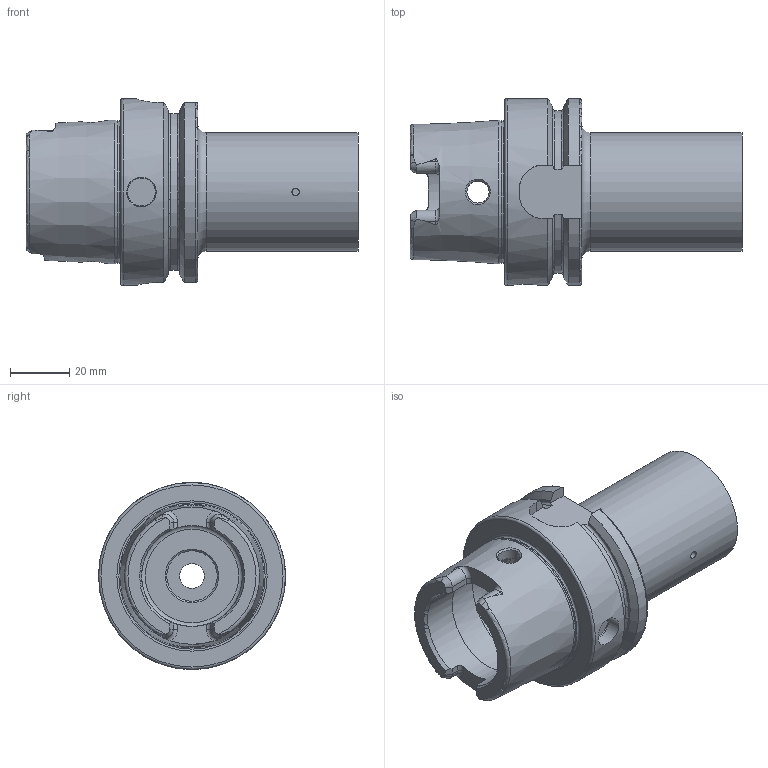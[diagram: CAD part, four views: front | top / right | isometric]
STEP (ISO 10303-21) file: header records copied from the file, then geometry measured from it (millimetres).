
FILE_DESCRIPTION (( 'STEP AP214' ), '1' );
FILE_NAME ('HA6.PS4.K01.080.STEP', '2021-07-19T08:58:01', ( '' ), ( '' ), 'SwSTEP 2.0', 'SolidWorks 2017', '' );
FILE_SCHEMA (( 'AUTOMOTIVE_DESIGN' ));
Length unit declared in the file: millimetre
Products named in the file (1): HA6.PS4.K01.080
Bounding box: 111.9 x 63 x 63 mm (x, y, z)
Volume: 128171.3 mm3; surface area: 32241.7 mm2
Topology: 1 solids, 1 shells, 160 faces, 414 edges, 261 vertices
Faces by surface type: plane 48, cylinder 40, cone 34, torus 28, bspline 10
Full cylindrical faces by diameter (mm): 2.5 x1, 7.5 x2, 8.4 x1, 10 x1, 14.5 x1, 17 x1, 19 x1, 31.6 x1, 34 x2, 40 x2, 47.941 x1, 63 x1
Entity records: 7148 total; most frequent: CARTESIAN_POINT 2764, ORIENTED_EDGE 746, DIRECTION 702, EDGE_CURVE 373, AXIS2_PLACEMENT_3D 294, VERTEX_POINT 252, EDGE_LOOP 205, FACE_OUTER_BOUND 186
